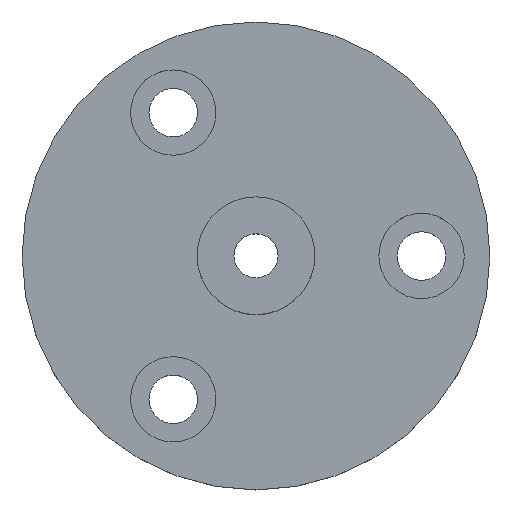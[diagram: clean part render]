
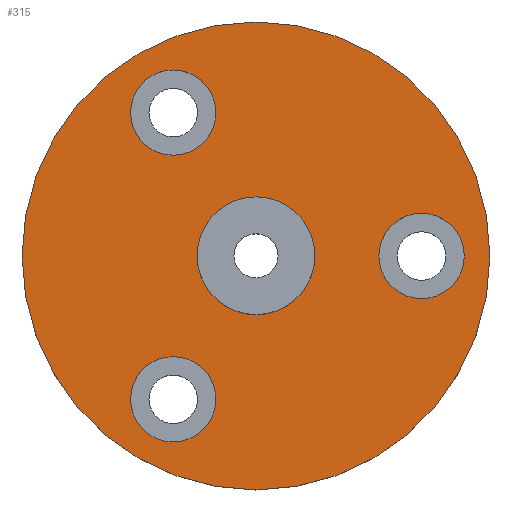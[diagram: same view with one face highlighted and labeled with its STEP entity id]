
A CAD part, top view. The second image highlights one B-rep face of the part: STEP entity #315.
In plain terms, the highlighted planar face has unit normal (0, 0, 1).
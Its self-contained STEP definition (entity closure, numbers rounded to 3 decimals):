
#1 = EDGE_CURVE ( 'NONE', #682, #325, #433, .T. ) ;
#3 = CIRCLE ( 'NONE', #636, 2.9 ) ;
#10 = DIRECTION ( 'NONE',  ( 1., 0., 0. ) ) ;
#11 = AXIS2_PLACEMENT_3D ( 'NONE', #24, #36, #267 ) ;
#20 = DIRECTION ( 'NONE',  ( 0., 0., 1. ) ) ;
#21 = DIRECTION ( 'NONE',  ( 0., 0., 1. ) ) ;
#24 = CARTESIAN_POINT ( 'NONE',  ( 2.956, 15.207, 1002.155 ) ) ;
#26 = AXIS2_PLACEMENT_3D ( 'NONE', #139, #81, #553 ) ;
#33 = CARTESIAN_POINT ( 'NONE',  ( 6.956, 15.207, 1002.155 ) ) ;
#34 = CARTESIAN_POINT ( 'NONE',  ( 2.956, 15.207, 1002.155 ) ) ;
#36 = DIRECTION ( 'NONE',  ( 0., 0., 1. ) ) ;
#42 = DIRECTION ( 'NONE',  ( 0., 0., 1. ) ) ;
#55 = VERTEX_POINT ( 'NONE', #164 ) ;
#81 = DIRECTION ( 'NONE',  ( 0., 0., 1. ) ) ;
#83 = FACE_BOUND ( 'NONE', #289, .T. ) ;
#84 = VERTEX_POINT ( 'NONE', #635 ) ;
#90 = EDGE_CURVE ( 'NONE', #550, #439, #704, .T. ) ;
#92 = CARTESIAN_POINT ( 'NONE',  ( 18.856, 15.207, 1002.155 ) ) ;
#95 = VERTEX_POINT ( 'NONE', #563 ) ;
#112 = CIRCLE ( 'NONE', #432, 2.9 ) ;
#133 = DIRECTION ( 'NONE',  ( 1., 0., 0. ) ) ;
#135 = EDGE_CURVE ( 'NONE', #325, #682, #573, .T. ) ;
#139 = CARTESIAN_POINT ( 'NONE',  ( 2.956, 15.207, 1002.155 ) ) ;
#148 = FACE_OUTER_BOUND ( 'NONE', #266, .T. ) ;
#164 = CARTESIAN_POINT ( 'NONE',  ( -5.569, 5.464, 1002.155 ) ) ;
#170 = CARTESIAN_POINT ( 'NONE',  ( 0.231, 24.95, 1002.155 ) ) ;
#178 = AXIS2_PLACEMENT_3D ( 'NONE', #456, #517, #735 ) ;
#194 = EDGE_CURVE ( 'NONE', #439, #550, #484, .T. ) ;
#203 = AXIS2_PLACEMENT_3D ( 'NONE', #654, #699, #414 ) ;
#208 = AXIS2_PLACEMENT_3D ( 'NONE', #34, #610, #442 ) ;
#215 = ORIENTED_EDGE ( 'NONE', *, *, #330, .F. ) ;
#240 = EDGE_CURVE ( 'NONE', #713, #55, #3, .T. ) ;
#245 = EDGE_CURVE ( 'NONE', #345, #84, #530, .T. ) ;
#262 = DIRECTION ( 'NONE',  ( 0., 0., 1. ) ) ;
#266 = EDGE_LOOP ( 'NONE', ( #670, #659 ) ) ;
#267 = DIRECTION ( 'NONE',  ( 1., 0., 0. ) ) ;
#268 = AXIS2_PLACEMENT_3D ( 'NONE', #419, #20, #692 ) ;
#289 = EDGE_LOOP ( 'NONE', ( #292, #215 ) ) ;
#292 = ORIENTED_EDGE ( 'NONE', *, *, #694, .F. ) ;
#307 = DIRECTION ( 'NONE',  ( 0., 0., 1. ) ) ;
#315 = ADVANCED_FACE ( 'NONE', ( #425, #83, #612, #148, #497 ), #617, .T. ) ;
#325 = VERTEX_POINT ( 'NONE', #33 ) ;
#330 = EDGE_CURVE ( 'NONE', #422, #95, #112, .T. ) ;
#342 = ORIENTED_EDGE ( 'NONE', *, *, #90, .F. ) ;
#345 = VERTEX_POINT ( 'NONE', #92 ) ;
#359 = DIRECTION ( 'NONE',  ( 0., 0., 1. ) ) ;
#380 = DIRECTION ( 'NONE',  ( 1., 0., 0. ) ) ;
#394 = EDGE_CURVE ( 'NONE', #55, #713, #707, .T. ) ;
#397 = AXIS2_PLACEMENT_3D ( 'NONE', #645, #359, #649 ) ;
#398 = ORIENTED_EDGE ( 'NONE', *, *, #394, .F. ) ;
#414 = DIRECTION ( 'NONE',  ( 1., 0., 0. ) ) ;
#419 = CARTESIAN_POINT ( 'NONE',  ( 14.206, 15.207, 1002.155 ) ) ;
#420 = CARTESIAN_POINT ( 'NONE',  ( -2.669, 5.464, 1002.155 ) ) ;
#422 = VERTEX_POINT ( 'NONE', #660 ) ;
#425 = FACE_BOUND ( 'NONE', #499, .T. ) ;
#429 = AXIS2_PLACEMENT_3D ( 'NONE', #580, #21, #10 ) ;
#432 = AXIS2_PLACEMENT_3D ( 'NONE', #710, #262, #380 ) ;
#433 = CIRCLE ( 'NONE', #208, 4. ) ;
#435 = DIRECTION ( 'NONE',  ( 1., 0., 0. ) ) ;
#439 = VERTEX_POINT ( 'NONE', #730 ) ;
#442 = DIRECTION ( 'NONE',  ( 1., 0., 0. ) ) ;
#451 = EDGE_LOOP ( 'NONE', ( #703, #631 ) ) ;
#456 = CARTESIAN_POINT ( 'NONE',  ( -2.669, 24.95, 1002.155 ) ) ;
#484 = CIRCLE ( 'NONE', #397, 2.9 ) ;
#497 = FACE_BOUND ( 'NONE', #451, .T. ) ;
#499 = EDGE_LOOP ( 'NONE', ( #342, #565 ) ) ;
#517 = DIRECTION ( 'NONE',  ( 0., 0., 1. ) ) ;
#530 = CIRCLE ( 'NONE', #203, 15.9 ) ;
#547 = CARTESIAN_POINT ( 'NONE',  ( -2.669, 5.464, 1002.155 ) ) ;
#550 = VERTEX_POINT ( 'NONE', #170 ) ;
#553 = DIRECTION ( 'NONE',  ( 1., 0., 0. ) ) ;
#563 = CARTESIAN_POINT ( 'NONE',  ( 17.106, 15.207, 1002.155 ) ) ;
#565 = ORIENTED_EDGE ( 'NONE', *, *, #194, .F. ) ;
#573 = CIRCLE ( 'NONE', #429, 4. ) ;
#578 = CARTESIAN_POINT ( 'NONE',  ( 0.231, 5.464, 1002.155 ) ) ;
#580 = CARTESIAN_POINT ( 'NONE',  ( 2.956, 15.207, 1002.155 ) ) ;
#588 = CIRCLE ( 'NONE', #26, 15.9 ) ;
#603 = AXIS2_PLACEMENT_3D ( 'NONE', #547, #42, #435 ) ;
#608 = ORIENTED_EDGE ( 'NONE', *, *, #240, .F. ) ;
#610 = DIRECTION ( 'NONE',  ( 0., 0., 1. ) ) ;
#612 = FACE_BOUND ( 'NONE', #618, .T. ) ;
#617 = PLANE ( 'NONE',  #11 ) ;
#618 = EDGE_LOOP ( 'NONE', ( #608, #398 ) ) ;
#631 = ORIENTED_EDGE ( 'NONE', *, *, #135, .F. ) ;
#635 = CARTESIAN_POINT ( 'NONE',  ( -12.944, 15.207, 1002.155 ) ) ;
#636 = AXIS2_PLACEMENT_3D ( 'NONE', #420, #307, #133 ) ;
#644 = CARTESIAN_POINT ( 'NONE',  ( -1.044, 15.207, 1002.155 ) ) ;
#645 = CARTESIAN_POINT ( 'NONE',  ( -2.669, 24.95, 1002.155 ) ) ;
#649 = DIRECTION ( 'NONE',  ( 1., 0., 0. ) ) ;
#654 = CARTESIAN_POINT ( 'NONE',  ( 2.956, 15.207, 1002.155 ) ) ;
#659 = ORIENTED_EDGE ( 'NONE', *, *, #245, .T. ) ;
#660 = CARTESIAN_POINT ( 'NONE',  ( 11.306, 15.207, 1002.155 ) ) ;
#663 = CIRCLE ( 'NONE', #268, 2.9 ) ;
#670 = ORIENTED_EDGE ( 'NONE', *, *, #732, .T. ) ;
#682 = VERTEX_POINT ( 'NONE', #644 ) ;
#692 = DIRECTION ( 'NONE',  ( 1., 0., 0. ) ) ;
#694 = EDGE_CURVE ( 'NONE', #95, #422, #663, .T. ) ;
#699 = DIRECTION ( 'NONE',  ( 0., 0., 1. ) ) ;
#703 = ORIENTED_EDGE ( 'NONE', *, *, #1, .F. ) ;
#704 = CIRCLE ( 'NONE', #178, 2.9 ) ;
#707 = CIRCLE ( 'NONE', #603, 2.9 ) ;
#710 = CARTESIAN_POINT ( 'NONE',  ( 14.206, 15.207, 1002.155 ) ) ;
#713 = VERTEX_POINT ( 'NONE', #578 ) ;
#730 = CARTESIAN_POINT ( 'NONE',  ( -5.569, 24.95, 1002.155 ) ) ;
#732 = EDGE_CURVE ( 'NONE', #84, #345, #588, .T. ) ;
#735 = DIRECTION ( 'NONE',  ( 1., 0., 0. ) ) ;
